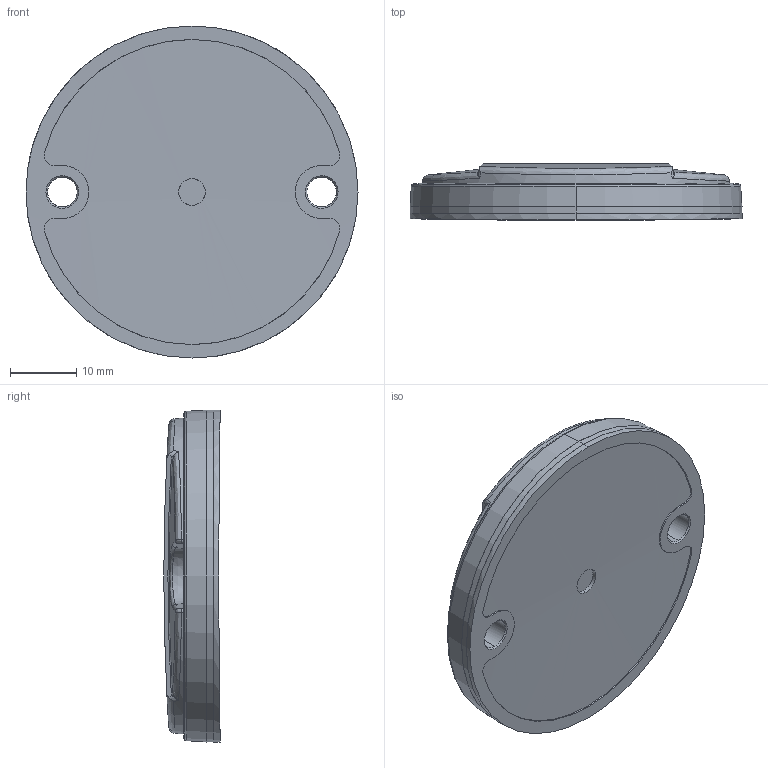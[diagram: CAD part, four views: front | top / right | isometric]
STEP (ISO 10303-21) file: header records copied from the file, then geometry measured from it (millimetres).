
FILE_DESCRIPTION((''),'2;1');
FILE_NAME('CAD-8513','2022-08-04T08:46:35',('creinig-se'),(''),'CREO PARAMETRIC BY PTC INC, 2019292','CREO PARAMETRIC BY PTC INC, 2019292','');
FILE_SCHEMA(('CONFIG_CONTROL_DESIGN','SHAPE_APPEARANCE_LAYERS_GROUPS'));
Length unit declared in the file: millimetre
Products named in the file (1): CAD-8513
Bounding box: 50.05 x 8.5 x 50.05 mm (x, y, z)
Volume: 13835.3 mm3; surface area: 5689.3 mm2
Topology: 1 solids, 5 shells, 121 faces, 388 edges, 280 vertices
Faces by surface type: cylinder 43, plane 28, bspline 26, cone 20, torus 4
Entity records: 9476 total; most frequent: CARTESIAN_POINT 5027, ORIENTED_EDGE 772, DIRECTION 568, PRESENTATION_STYLE_ASSIGNMENT 387, STYLED_ITEM 387, CURVE_STYLE 386, EDGE_CURVE 386, VERTEX_POINT 280
